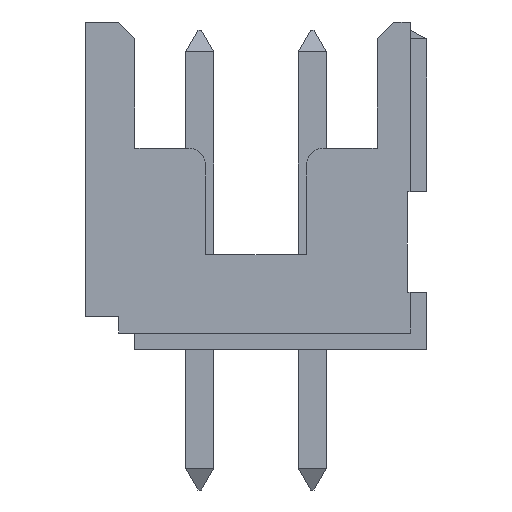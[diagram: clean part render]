
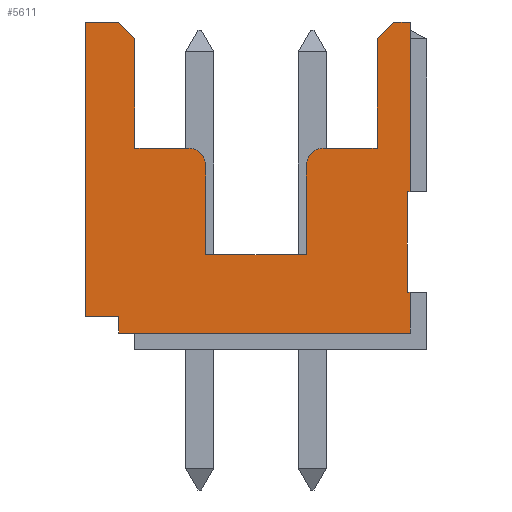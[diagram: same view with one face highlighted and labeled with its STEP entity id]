
A CAD part, left-side view. The second image highlights one B-rep face of the part: STEP entity #5611.
In plain terms, the highlighted planar face has unit normal (-1, 0, 0).
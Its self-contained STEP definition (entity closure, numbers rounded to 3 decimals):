
#1=DIRECTION('',(0.,-1.,0.));
#2=VECTOR('',#1,0.59);
#3=CARTESIAN_POINT('',(2.,3.05,5.85));
#4=LINE('3749',#3,#2);
#5=DIRECTION('',(0.,-0.707,-0.707));
#6=VECTOR('',#5,0.424);
#7=CARTESIAN_POINT('',(2.,2.46,5.85));
#8=LINE('4551',#7,#6);
#9=CARTESIAN_POINT('',(2.,1.2,3.3));
#10=DIRECTION('',(1.,0.,0.));
#11=DIRECTION('',(0.,0.,1.));
#12=AXIS2_PLACEMENT_3D('',#9,#10,#11);
#14=CARTESIAN_POINT('',(2.,-1.2,3.3));
#15=DIRECTION('',(1.,0.,0.));
#16=DIRECTION('',(0.,1.,0.));
#17=AXIS2_PLACEMENT_3D('',#14,#15,#16);
#19=DIRECTION('',(0.,-0.707,0.707));
#20=VECTOR('',#19,0.424);
#21=CARTESIAN_POINT('',(2.,-2.16,5.55));
#22=LINE('4454',#21,#20);
#23=DIRECTION('',(0.,-1.,0.));
#24=VECTOR('',#23,0.29);
#25=CARTESIAN_POINT('',(2.,-2.46,5.85));
#26=LINE('3759',#25,#24);
#27=DIRECTION('',(0.,0.,1.));
#28=VECTOR('',#27,3.025);
#29=CARTESIAN_POINT('',(2.,-2.75,2.825));
#30=LINE('3763',#29,#28);
#99=DIRECTION('',(0.,-1.,0.));
#100=VECTOR('',#99,0.05);
#101=CARTESIAN_POINT('',(2.,-2.7,2.825));
#102=LINE('3764',#101,#100);
#211=DIRECTION('',(0.,0.,-1.));
#212=VECTOR('',#211,1.95);
#213=CARTESIAN_POINT('',(2.,-2.16,5.55));
#214=LINE('3778',#213,#212);
#486=DIRECTION('',(0.,1.,0.));
#487=VECTOR('',#486,1.8);
#488=CARTESIAN_POINT('',(2.,-0.9,1.7));
#489=LINE('3775',#488,#487);
#655=DIRECTION('',(0.,-1.,0.));
#656=VECTOR('',#655,5.2);
#657=CARTESIAN_POINT('',(2.,2.45,0.3));
#658=LINE('3768',#657,#656);
#739=DIRECTION('',(0.,1.,0.));
#740=VECTOR('',#739,0.05);
#741=CARTESIAN_POINT('',(2.,-2.75,1.025));
#742=LINE('3766',#741,#740);
#2723=DIRECTION('',(0.,0.,1.));
#2724=VECTOR('',#2723,0.725);
#2725=CARTESIAN_POINT('',(2.,-2.75,0.3));
#2726=LINE('3767',#2725,#2724);
#2735=DIRECTION('',(0.,0.,1.));
#2736=VECTOR('',#2735,1.8);
#2737=CARTESIAN_POINT('',(2.,-2.7,1.025));
#2738=LINE('3765',#2737,#2736);
#2775=DIRECTION('',(0.,-1.,0.));
#2776=VECTOR('',#2775,0.6);
#2777=CARTESIAN_POINT('',(2.,3.05,0.6));
#2778=LINE('3770',#2777,#2776);
#2787=DIRECTION('',(0.,0.,-1.));
#2788=VECTOR('',#2787,0.3);
#2789=CARTESIAN_POINT('',(2.,2.45,0.6));
#2790=LINE('3769',#2789,#2788);
#2795=DIRECTION('',(0.,0.,-1.));
#2796=VECTOR('',#2795,5.25);
#2797=CARTESIAN_POINT('',(2.,3.05,5.85));
#2798=LINE('3771',#2797,#2796);
#2815=DIRECTION('',(0.,0.,1.));
#2816=VECTOR('',#2815,1.95);
#2817=CARTESIAN_POINT('',(2.,2.16,3.6));
#2818=LINE('3772',#2817,#2816);
#2852=DIRECTION('',(0.,0.,1.));
#2853=VECTOR('',#2852,1.6);
#2854=CARTESIAN_POINT('',(2.,0.9,1.7));
#2855=LINE('3774',#2854,#2853);
#2860=DIRECTION('',(0.,1.,0.));
#2861=VECTOR('',#2860,0.96);
#2862=CARTESIAN_POINT('',(2.,1.2,3.6));
#2863=LINE('3773',#2862,#2861);
#4013=DIRECTION('',(0.,1.,0.));
#4014=VECTOR('',#4013,0.96);
#4015=CARTESIAN_POINT('',(2.,-2.16,3.6));
#4016=LINE('3777',#4015,#4014);
#4021=DIRECTION('',(0.,0.,-1.));
#4022=VECTOR('',#4021,1.6);
#4023=CARTESIAN_POINT('',(2.,-0.9,3.3));
#4024=LINE('3776',#4023,#4022);
#4249=CARTESIAN_POINT('',(2.,3.05,5.85));
#4250=CARTESIAN_POINT('',(2.,2.46,5.85));
#4251=VERTEX_POINT('',#4249);
#4252=VERTEX_POINT('',#4250);
#4273=CARTESIAN_POINT('',(2.,-2.46,5.85));
#4274=CARTESIAN_POINT('',(2.,-2.75,5.85));
#4275=VERTEX_POINT('',#4273);
#4276=VERTEX_POINT('',#4274);
#4289=CARTESIAN_POINT('',(2.,-2.75,2.825));
#4290=VERTEX_POINT('',#4289);
#4291=CARTESIAN_POINT('',(2.,-2.7,2.825));
#4292=VERTEX_POINT('',#4291);
#4293=CARTESIAN_POINT('',(2.,-2.7,1.025));
#4294=VERTEX_POINT('',#4293);
#4295=CARTESIAN_POINT('',(2.,-2.75,1.025));
#4296=VERTEX_POINT('',#4295);
#4297=CARTESIAN_POINT('',(2.,-2.75,0.3));
#4298=VERTEX_POINT('',#4297);
#4299=CARTESIAN_POINT('',(2.,2.45,0.3));
#4300=VERTEX_POINT('',#4299);
#4301=CARTESIAN_POINT('',(2.,2.45,0.6));
#4302=VERTEX_POINT('',#4301);
#4303=CARTESIAN_POINT('',(2.,3.05,0.6));
#4304=VERTEX_POINT('',#4303);
#4305=CARTESIAN_POINT('',(2.,2.16,3.6));
#4306=CARTESIAN_POINT('',(2.,2.16,5.55));
#4307=VERTEX_POINT('',#4305);
#4308=VERTEX_POINT('',#4306);
#4309=CARTESIAN_POINT('',(2.,1.2,3.6));
#4310=VERTEX_POINT('',#4309);
#4311=CARTESIAN_POINT('',(2.,0.9,1.7));
#4312=CARTESIAN_POINT('',(2.,0.9,3.3));
#4313=VERTEX_POINT('',#4311);
#4314=VERTEX_POINT('',#4312);
#4315=CARTESIAN_POINT('',(2.,-0.9,1.7));
#4316=VERTEX_POINT('',#4315);
#4317=CARTESIAN_POINT('',(2.,-0.9,3.3));
#4318=VERTEX_POINT('',#4317);
#4319=CARTESIAN_POINT('',(2.,-2.16,3.6));
#4320=CARTESIAN_POINT('',(2.,-1.2,3.6));
#4321=VERTEX_POINT('',#4319);
#4322=VERTEX_POINT('',#4320);
#4323=CARTESIAN_POINT('',(2.,-2.16,5.55));
#4324=VERTEX_POINT('',#4323);
#5561=CARTESIAN_POINT('',(2.,0.15,3.075));
#5562=DIRECTION('',(1.,0.,0.));
#5563=DIRECTION('',(0.,-1.,0.));
#5564=AXIS2_PLACEMENT_3D('',#5561,#5562,#5563);
#5565=PLANE('4846',#5564);
#5567=ORIENTED_EDGE('3763',*,*,#5566,.F.);
#5569=ORIENTED_EDGE('3764',*,*,#5568,.F.);
#5571=ORIENTED_EDGE('3765',*,*,#5570,.F.);
#5573=ORIENTED_EDGE('3766',*,*,#5572,.F.);
#5575=ORIENTED_EDGE('3767',*,*,#5574,.F.);
#5577=ORIENTED_EDGE('3768',*,*,#5576,.F.);
#5579=ORIENTED_EDGE('3769',*,*,#5578,.F.);
#5581=ORIENTED_EDGE('3770',*,*,#5580,.F.);
#5583=ORIENTED_EDGE('3771',*,*,#5582,.F.);
#5584=ORIENTED_EDGE('3749',*,*,#5550,.T.);
#5586=ORIENTED_EDGE('4551',*,*,#5585,.T.);
#5588=ORIENTED_EDGE('3772',*,*,#5587,.F.);
#5590=ORIENTED_EDGE('3773',*,*,#5589,.F.);
#5592=ORIENTED_EDGE('3875',*,*,#5591,.T.);
#5594=ORIENTED_EDGE('3774',*,*,#5593,.F.);
#5596=ORIENTED_EDGE('3775',*,*,#5595,.F.);
#5598=ORIENTED_EDGE('3776',*,*,#5597,.F.);
#5600=ORIENTED_EDGE('3859',*,*,#5599,.T.);
#5602=ORIENTED_EDGE('3777',*,*,#5601,.F.);
#5604=ORIENTED_EDGE('3778',*,*,#5603,.F.);
#5606=ORIENTED_EDGE('4454',*,*,#5605,.T.);
#5608=ORIENTED_EDGE('3759',*,*,#5607,.T.);
#5609=EDGE_LOOP('4846',(#5567,#5569,#5571,#5573,#5575,#5577,#5579,#5581,#5583,
#5584,#5586,#5588,#5590,#5592,#5594,#5596,#5598,#5600,#5602,#5604,#5606,#5608));
#5610=FACE_OUTER_BOUND('4846',#5609,.F.);
#5611=ADVANCED_FACE('4846',(#5610),#5565,.F.);
#13=CIRCLE('3875',#12,0.3);
#18=CIRCLE('3859',#17,0.3);
#5550=EDGE_CURVE('3749',#4251,#4252,#4,.T.);
#5566=EDGE_CURVE('3763',#4290,#4276,#30,.T.);
#5568=EDGE_CURVE('3764',#4292,#4290,#102,.T.);
#5570=EDGE_CURVE('3765',#4294,#4292,#2738,.T.);
#5572=EDGE_CURVE('3766',#4296,#4294,#742,.T.);
#5574=EDGE_CURVE('3767',#4298,#4296,#2726,.T.);
#5576=EDGE_CURVE('3768',#4300,#4298,#658,.T.);
#5578=EDGE_CURVE('3769',#4302,#4300,#2790,.T.);
#5580=EDGE_CURVE('3770',#4304,#4302,#2778,.T.);
#5582=EDGE_CURVE('3771',#4251,#4304,#2798,.T.);
#5585=EDGE_CURVE('4551',#4252,#4308,#8,.T.);
#5587=EDGE_CURVE('3772',#4307,#4308,#2818,.T.);
#5589=EDGE_CURVE('3773',#4310,#4307,#2863,.T.);
#5591=EDGE_CURVE('3875',#4310,#4314,#13,.T.);
#5593=EDGE_CURVE('3774',#4313,#4314,#2855,.T.);
#5595=EDGE_CURVE('3775',#4316,#4313,#489,.T.);
#5597=EDGE_CURVE('3776',#4318,#4316,#4024,.T.);
#5599=EDGE_CURVE('3859',#4318,#4322,#18,.T.);
#5601=EDGE_CURVE('3777',#4321,#4322,#4016,.T.);
#5603=EDGE_CURVE('3778',#4324,#4321,#214,.T.);
#5605=EDGE_CURVE('4454',#4324,#4275,#22,.T.);
#5607=EDGE_CURVE('3759',#4275,#4276,#26,.T.);
